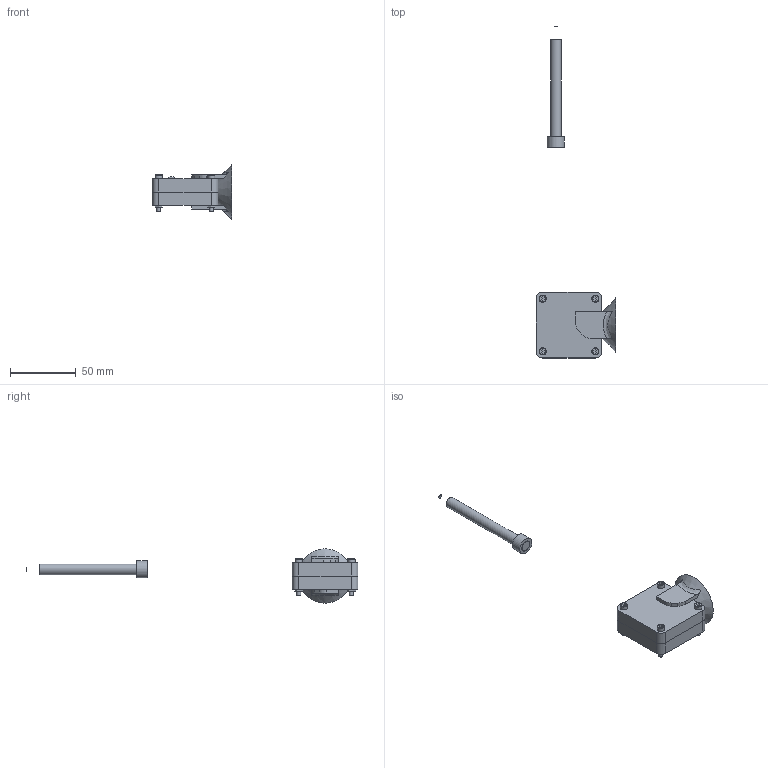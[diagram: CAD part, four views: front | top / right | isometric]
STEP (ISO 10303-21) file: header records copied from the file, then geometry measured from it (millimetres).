
FILE_DESCRIPTION(/* description */ (''),/* implementation_level */ '2;1');
FILE_NAME(/* name */ 'crayon wax molds v23.step',/* time_stamp */ '2024-07-04T15:18:32-06:00',/* author */ (''),/* organization */ (''),/* preprocessor_version */ 'ST-DEVELOPER v20',/* originating_system */ 'Autodesk Translation Framework v13.14.0.145',/* authorisation */ '');
FILE_SCHEMA (('AUTOMOTIVE_DESIGN { 1 0 10303 214 3 1 1 }'));
Length unit declared in the file: millimetre
Products named in the file (5): crayon wax molds; Broached Hexagon Socket Head Cap Screw ANSI B18.3.1M - M3x0.5 x 25 St
eel Grade 2 Plain v1; Hexagon Thin Nut DIN 439-2 - M3 x 0.5 Steel 6 Plain v1; Top; Bottom
Assembly tree (10 placements, depth 2):
  crayon wax molds
    Broached Hexagon Socket Head Cap Screw ANSI B18.3.1M - M3x0.5 x 25 St
eel Grade 2 Plain v1  x4
    Hexagon Thin Nut DIN 439-2 - M3 x 0.5 Steel 6 Plain v1  x4
    Top
    Bottom
Bounding box: 60.61 x 252.1 x 41.21 mm (x, y, z)
Volume: 59489 mm3; surface area: 24228.7 mm2
Topology: 13 solids, 13 shells, 199 faces, 445 edges, 280 vertices
Faces by surface type: plane 128, cylinder 38, cone 27, torus 4, bspline 2
Full cylindrical faces by diameter (mm): 2.529 x4, 2.927 x4, 3.4 x8, 5.5 x4, 8.1 x1, 13 x1
Entity records: 3369 total; most frequent: CARTESIAN_POINT 716, DIRECTION 519, ORIENTED_EDGE 496, EDGE_CURVE 248, AXIS2_PLACEMENT_3D 189, VERTEX_POINT 163, LINE 141, VECTOR 141
